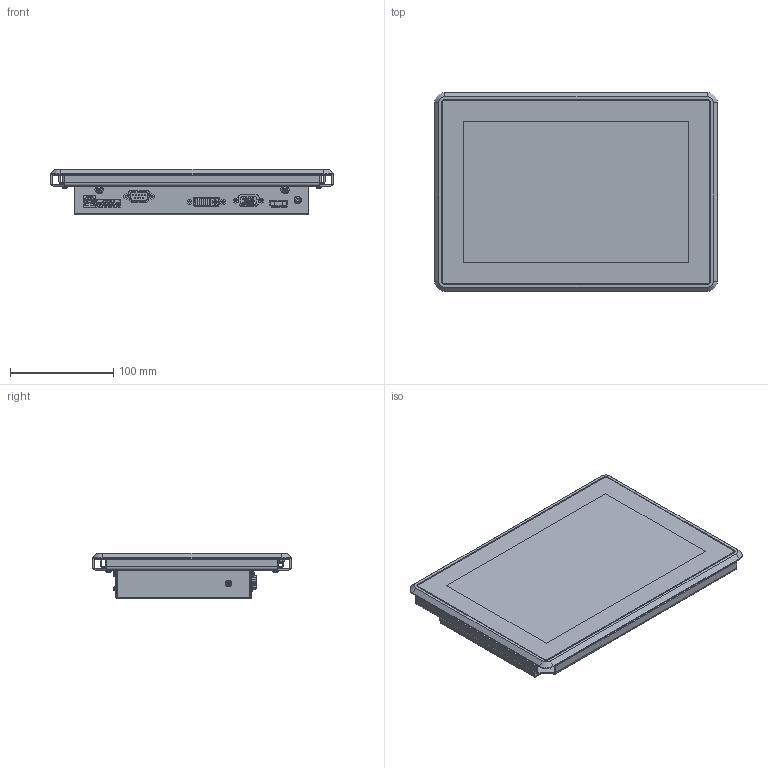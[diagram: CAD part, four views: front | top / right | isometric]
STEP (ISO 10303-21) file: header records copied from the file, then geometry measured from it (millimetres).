
FILE_DESCRIPTION(/* description */ ('TFT-PB101PU8H19'),/* implementation_level */ '2;1');
FILE_NAME(/* name */ 'TFT-PB101PU-N001E.stp',/* time_stamp */ '2019-04-11T15:47:16+02:00',/* author */ ('AM'),/* organization */ ('Syslogic'),/* preprocessor_version */ 'ST-DEVELOPER v17.2',/* originating_system */ 'Autodesk Inventor 2019',/* authorisation */ '');
FILE_SCHEMA (('AUTOMOTIVE_DESIGN { 1 0 10303 214 3 1 1 }'));
Products named in the file (3): TFT-PB101PU8H19; PB101PU-N001E; MEC-FG1379-1
Assembly tree (2 placements, depth 2):
  TFT-PB101PU8H19
    PB101PU-N001E
    MEC-FG1379-1
Bounding box: 273.66 x 192.3 x 44.5 mm (x, y, z)
Volume: 505570.8 mm3; surface area: 382314.8 mm2
Topology: 13 solids, 13 shells, 3803 faces, 10627 edges, 7020 vertices
Faces by surface type: plane 2721, cylinder 872, cone 145, torus 37, bspline 18, sphere 10
Full cylindrical faces by diameter (mm): 0.5 x5, 1 x24, 1.2 x1, 1.8 x2, 2 x2, 2.156 x6, 2.2 x2, 2.283 x2, 2.459 x17, 2.7 x2, 2.845 x10, 3 x9, 3.01 x1, 3.1 x1, 3.3 x2, 3.5 x11, 3.8 x4, 4 x12, 4.2 x5, 4.25 x1, 4.995 x8, 5 x2, 5.39 x8, 5.4 x8, 6 x1, 6.3 x1, 7 x1, 7.429 x1, 7.585 x1, 7.912 x1
Entity records: 128005 total; most frequent: CARTESIAN_POINT 23702, ORIENTED_EDGE 21188, DIRECTION 20197, EDGE_CURVE 10594, LINE 8115, VECTOR 8115, VERTEX_POINT 7020, AXIS2_PLACEMENT_3D 6041
